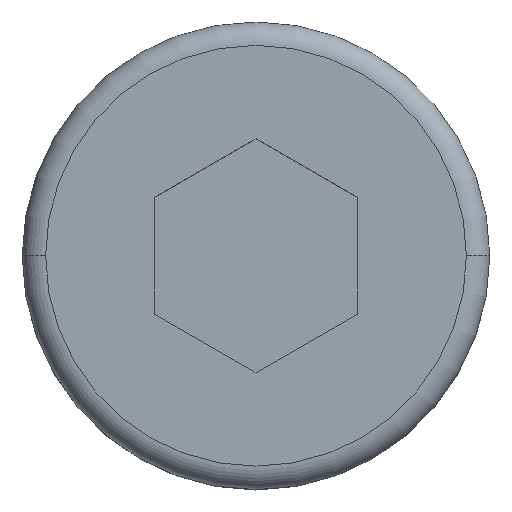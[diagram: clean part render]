
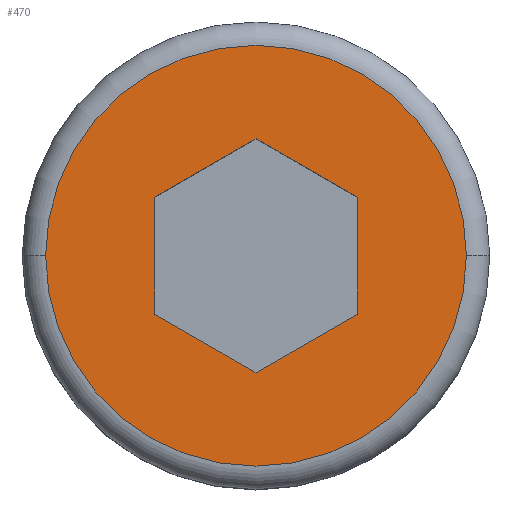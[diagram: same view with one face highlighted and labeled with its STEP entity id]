
A CAD part, top view. The second image highlights one B-rep face of the part: STEP entity #470.
In plain terms, the highlighted planar face has unit normal (0, 0, 1).
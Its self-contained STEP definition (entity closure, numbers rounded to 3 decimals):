
#5 = LINE ( 'NONE', #148, #480 ) ;
#25 = FACE_OUTER_BOUND ( 'NONE', #365, .T. ) ;
#37 = CARTESIAN_POINT ( 'NONE',  ( -2.165, -1.25, 21. ) ) ;
#44 = AXIS2_PLACEMENT_3D ( 'NONE', #343, #69, #161 ) ;
#48 = DIRECTION ( 'NONE',  ( 0., 1., 0. ) ) ;
#67 = ORIENTED_EDGE ( 'NONE', *, *, #159, .T. ) ;
#69 = DIRECTION ( 'NONE',  ( 0., 0., 1. ) ) ;
#71 = PLANE ( 'NONE',  #524 ) ;
#78 = DIRECTION ( 'NONE',  ( -0.866, 0.5, 0. ) ) ;
#79 = VECTOR ( 'NONE', #463, 1000. ) ;
#81 = CARTESIAN_POINT ( 'NONE',  ( 2.165, 1.25, 21. ) ) ;
#89 = LINE ( 'NONE', #369, #498 ) ;
#92 = EDGE_CURVE ( 'NONE', #250, #514, #385, .T. ) ;
#99 = EDGE_CURVE ( 'NONE', #144, #522, #404, .T. ) ;
#100 = DIRECTION ( 'NONE',  ( -0.866, -0.5, 0. ) ) ;
#105 = DIRECTION ( 'NONE',  ( 0., 0., 1. ) ) ;
#110 = VERTEX_POINT ( 'NONE', #239 ) ;
#113 = CARTESIAN_POINT ( 'NONE',  ( -2.165, 1.25, 21. ) ) ;
#118 = DIRECTION ( 'NONE',  ( 1., 0., 0. ) ) ;
#122 = EDGE_LOOP ( 'NONE', ( #326, #245, #460, #388, #531, #394 ) ) ;
#144 = VERTEX_POINT ( 'NONE', #244 ) ;
#148 = CARTESIAN_POINT ( 'NONE',  ( 0., -2.5, 21. ) ) ;
#159 = EDGE_CURVE ( 'NONE', #399, #542, #219, .T. ) ;
#161 = DIRECTION ( 'NONE',  ( 1., 0., 0. ) ) ;
#169 = CARTESIAN_POINT ( 'NONE',  ( 4.5, 0., 21. ) ) ;
#176 = EDGE_CURVE ( 'NONE', #521, #250, #89, .T. ) ;
#186 = CARTESIAN_POINT ( 'NONE',  ( 0., 0., 21. ) ) ;
#195 = EDGE_CURVE ( 'NONE', #110, #144, #5, .T. ) ;
#199 = CARTESIAN_POINT ( 'NONE',  ( -2.165, 1.25, 21. ) ) ;
#217 = CARTESIAN_POINT ( 'NONE',  ( 0., 0., 21. ) ) ;
#219 = CIRCLE ( 'NONE', #472, 4.5 ) ;
#231 = CIRCLE ( 'NONE', #44, 4.5 ) ;
#239 = CARTESIAN_POINT ( 'NONE',  ( 0., -2.5, 21. ) ) ;
#244 = CARTESIAN_POINT ( 'NONE',  ( 2.165, -1.25, 21. ) ) ;
#245 = ORIENTED_EDGE ( 'NONE', *, *, #99, .F. ) ;
#250 = VERTEX_POINT ( 'NONE', #113 ) ;
#273 = VECTOR ( 'NONE', #428, 1000. ) ;
#293 = EDGE_CURVE ( 'NONE', #514, #110, #431, .T. ) ;
#307 = CARTESIAN_POINT ( 'NONE',  ( -4.5, 0., 21. ) ) ;
#323 = EDGE_CURVE ( 'NONE', #542, #399, #231, .T. ) ;
#326 = ORIENTED_EDGE ( 'NONE', *, *, #528, .F. ) ;
#338 = CARTESIAN_POINT ( 'NONE',  ( -2.165, -1.25, 21. ) ) ;
#343 = CARTESIAN_POINT ( 'NONE',  ( 0., 0., 21. ) ) ;
#349 = CARTESIAN_POINT ( 'NONE',  ( 2.165, 1.25, 21. ) ) ;
#365 = EDGE_LOOP ( 'NONE', ( #67, #398 ) ) ;
#369 = CARTESIAN_POINT ( 'NONE',  ( 0., 2.5, 21. ) ) ;
#385 = LINE ( 'NONE', #199, #273 ) ;
#388 = ORIENTED_EDGE ( 'NONE', *, *, #293, .F. ) ;
#394 = ORIENTED_EDGE ( 'NONE', *, *, #176, .F. ) ;
#398 = ORIENTED_EDGE ( 'NONE', *, *, #323, .T. ) ;
#399 = VERTEX_POINT ( 'NONE', #169 ) ;
#404 = LINE ( 'NONE', #510, #483 ) ;
#428 = DIRECTION ( 'NONE',  ( 0., -1., 0. ) ) ;
#431 = LINE ( 'NONE', #338, #79 ) ;
#437 = CARTESIAN_POINT ( 'NONE',  ( 0., 2.5, 21. ) ) ;
#454 = DIRECTION ( 'NONE',  ( 1., 0., 0. ) ) ;
#460 = ORIENTED_EDGE ( 'NONE', *, *, #195, .F. ) ;
#463 = DIRECTION ( 'NONE',  ( 0.866, -0.5, 0. ) ) ;
#470 = ADVANCED_FACE ( 'NONE', ( #25, #478 ), #71, .T. ) ;
#472 = AXIS2_PLACEMENT_3D ( 'NONE', #186, #105, #454 ) ;
#478 = FACE_BOUND ( 'NONE', #122, .T. ) ;
#480 = VECTOR ( 'NONE', #513, 1000. ) ;
#483 = VECTOR ( 'NONE', #48, 1000. ) ;
#487 = LINE ( 'NONE', #81, #508 ) ;
#498 = VECTOR ( 'NONE', #100, 1000. ) ;
#508 = VECTOR ( 'NONE', #78, 1000. ) ;
#510 = CARTESIAN_POINT ( 'NONE',  ( 2.165, -1.25, 21. ) ) ;
#513 = DIRECTION ( 'NONE',  ( 0.866, 0.5, 0. ) ) ;
#514 = VERTEX_POINT ( 'NONE', #37 ) ;
#516 = DIRECTION ( 'NONE',  ( 0., 0., 1. ) ) ;
#521 = VERTEX_POINT ( 'NONE', #437 ) ;
#522 = VERTEX_POINT ( 'NONE', #349 ) ;
#524 = AXIS2_PLACEMENT_3D ( 'NONE', #217, #516, #118 ) ;
#528 = EDGE_CURVE ( 'NONE', #522, #521, #487, .T. ) ;
#531 = ORIENTED_EDGE ( 'NONE', *, *, #92, .F. ) ;
#542 = VERTEX_POINT ( 'NONE', #307 ) ;
